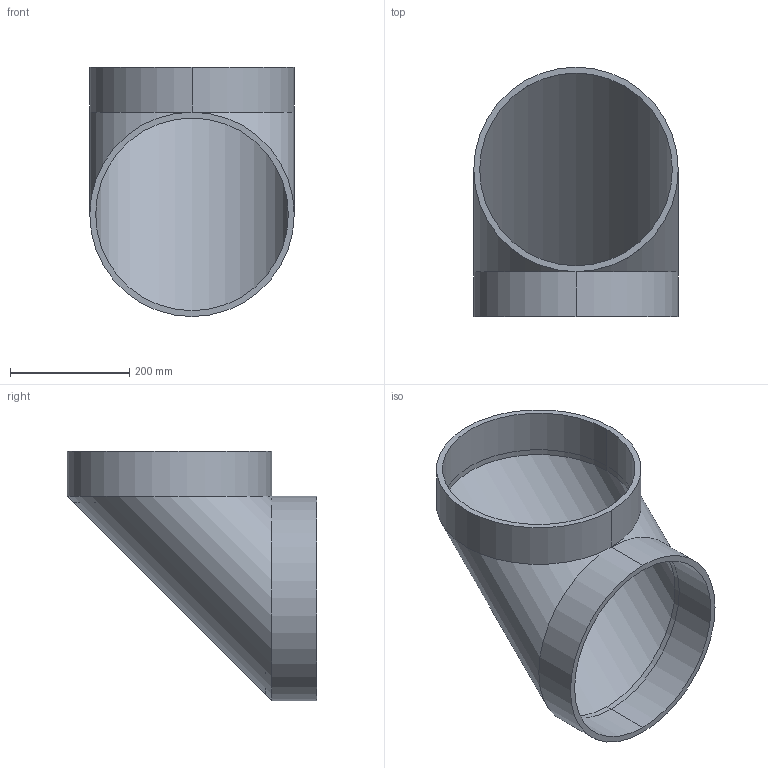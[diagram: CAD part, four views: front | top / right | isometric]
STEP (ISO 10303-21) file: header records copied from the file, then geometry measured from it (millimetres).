
FILE_DESCRIPTION (( 'STEP AP203' ), '1' );
FILE_NAME ('codos_Predeterminado_sldprt.STEP', '2022-10-07T00:05:14', ( '' ), ( '' ), 'SwSTEP 2.0', 'SolidWorks 2022', '' );
FILE_SCHEMA (( 'CONFIG_CONTROL_DESIGN' ));
Length unit declared in the file: millimetre
Products named in the file (1): codos_Predeterminado_sldprt
Bounding box: 342.9 x 417.9 x 417.9 mm (x, y, z)
Volume: 3994390.9 mm3; surface area: 902355.8 mm2
Topology: 1 solids, 1 shells, 16 faces, 37 edges, 19 vertices
Faces by surface type: cylinder 12, torus 2, plane 2
Entity records: 507 total; most frequent: DIRECTION 88, CARTESIAN_POINT 69, ORIENTED_EDGE 66, AXIS2_PLACEMENT_3D 38, EDGE_CURVE 33, CIRCLE 21, VERTEX_POINT 19, EDGE_LOOP 18
